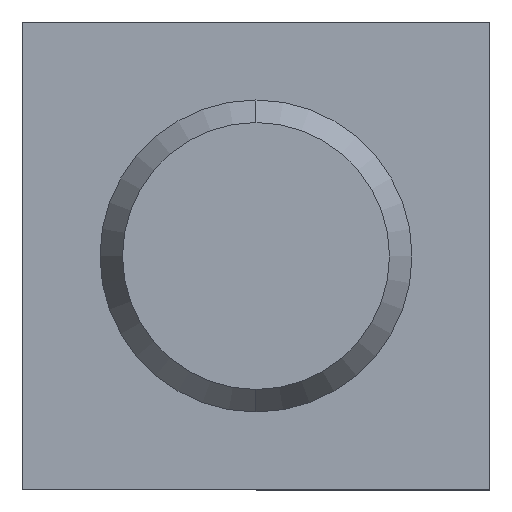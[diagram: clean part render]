
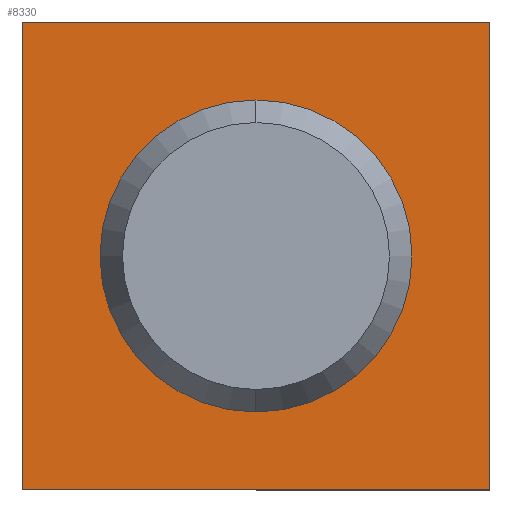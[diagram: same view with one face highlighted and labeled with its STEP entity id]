
A CAD part, front view. The second image highlights one B-rep face of the part: STEP entity #8330.
In plain terms, the highlighted planar face has unit normal (0, -1, 0).
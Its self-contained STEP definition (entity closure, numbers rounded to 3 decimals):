
#182 = PLANE ( 'NONE',  #11919 ) ;
#548 = ORIENTED_EDGE ( 'NONE', *, *, #3242, .F. ) ;
#576 = ORIENTED_EDGE ( 'NONE', *, *, #1204, .F. ) ;
#642 = CARTESIAN_POINT ( 'NONE',  ( 6., 0., -6. ) ) ;
#1204 = EDGE_CURVE ( 'NONE', #3721, #5270, #8325, .T. ) ;
#1256 = VECTOR ( 'NONE', #4011, 1000. ) ;
#1706 = ORIENTED_EDGE ( 'NONE', *, *, #11187, .F. ) ;
#1927 = CARTESIAN_POINT ( 'NONE',  ( 0., 0., -4. ) ) ;
#2243 = CARTESIAN_POINT ( 'NONE',  ( 0., 0., 0. ) ) ;
#3242 = EDGE_CURVE ( 'NONE', #12500, #4627, #10113, .T. ) ;
#3297 = ORIENTED_EDGE ( 'NONE', *, *, #3582, .T. ) ;
#3431 = ORIENTED_EDGE ( 'NONE', *, *, #11232, .T. ) ;
#3484 = DIRECTION ( 'NONE',  ( 0., 0., -1. ) ) ;
#3582 = EDGE_CURVE ( 'NONE', #12500, #11054, #5097, .T. ) ;
#3721 = VERTEX_POINT ( 'NONE', #1927 ) ;
#3914 = CARTESIAN_POINT ( 'NONE',  ( -6., 0., -6. ) ) ;
#4011 = DIRECTION ( 'NONE',  ( 0., 0., 1. ) ) ;
#4031 = VECTOR ( 'NONE', #12866, 1000. ) ;
#4627 = VERTEX_POINT ( 'NONE', #11365 ) ;
#5035 = VERTEX_POINT ( 'NONE', #9536 ) ;
#5097 = LINE ( 'NONE', #3914, #6164 ) ;
#5270 = VERTEX_POINT ( 'NONE', #5814 ) ;
#5814 = CARTESIAN_POINT ( 'NONE',  ( 0., 0., 4. ) ) ;
#5893 = CARTESIAN_POINT ( 'NONE',  ( 0., 0., 0. ) ) ;
#6032 = CARTESIAN_POINT ( 'NONE',  ( -6., 0., -6. ) ) ;
#6164 = VECTOR ( 'NONE', #11482, 1000. ) ;
#7022 = DIRECTION ( 'NONE',  ( 0., -1., 0. ) ) ;
#7107 = VECTOR ( 'NONE', #9507, 1000. ) ;
#7188 = CARTESIAN_POINT ( 'NONE',  ( -6., 0., 6. ) ) ;
#7336 = EDGE_LOOP ( 'NONE', ( #3297, #3431, #1706, #548 ) ) ;
#7713 = CARTESIAN_POINT ( 'NONE',  ( -6., 0., -6. ) ) ;
#7927 = AXIS2_PLACEMENT_3D ( 'NONE', #2243, #14563, #3484 ) ;
#8130 = DIRECTION ( 'NONE',  ( 0., 0., -1. ) ) ;
#8325 = CIRCLE ( 'NONE', #9504, 4. ) ;
#8330 = ADVANCED_FACE ( 'NONE', ( #14113, #13045 ), #182, .T. ) ;
#9504 = AXIS2_PLACEMENT_3D ( 'NONE', #10206, #11250, #13624 ) ;
#9507 = DIRECTION ( 'NONE',  ( 1., 0., 0. ) ) ;
#9536 = CARTESIAN_POINT ( 'NONE',  ( 6., 0., 6. ) ) ;
#10113 = LINE ( 'NONE', #6032, #4031 ) ;
#10206 = CARTESIAN_POINT ( 'NONE',  ( 0., 0., 0. ) ) ;
#10778 = ORIENTED_EDGE ( 'NONE', *, *, #12562, .F. ) ;
#10889 = LINE ( 'NONE', #642, #1256 ) ;
#10891 = CIRCLE ( 'NONE', #7927, 4. ) ;
#11054 = VERTEX_POINT ( 'NONE', #13932 ) ;
#11187 = EDGE_CURVE ( 'NONE', #4627, #5035, #12646, .T. ) ;
#11232 = EDGE_CURVE ( 'NONE', #11054, #5035, #10889, .T. ) ;
#11250 = DIRECTION ( 'NONE',  ( 0., -1., 0. ) ) ;
#11365 = CARTESIAN_POINT ( 'NONE',  ( -6., 0., 6. ) ) ;
#11482 = DIRECTION ( 'NONE',  ( 1., 0., 0. ) ) ;
#11919 = AXIS2_PLACEMENT_3D ( 'NONE', #5893, #7022, #8130 ) ;
#12500 = VERTEX_POINT ( 'NONE', #7713 ) ;
#12562 = EDGE_CURVE ( 'NONE', #5270, #3721, #10891, .T. ) ;
#12646 = LINE ( 'NONE', #7188, #7107 ) ;
#12866 = DIRECTION ( 'NONE',  ( 0., 0., 1. ) ) ;
#13045 = FACE_OUTER_BOUND ( 'NONE', #7336, .T. ) ;
#13624 = DIRECTION ( 'NONE',  ( 0., 0., -1. ) ) ;
#13932 = CARTESIAN_POINT ( 'NONE',  ( 6., 0., -6. ) ) ;
#14113 = FACE_BOUND ( 'NONE', #14725, .T. ) ;
#14563 = DIRECTION ( 'NONE',  ( 0., -1., 0. ) ) ;
#14725 = EDGE_LOOP ( 'NONE', ( #10778, #576 ) ) ;
